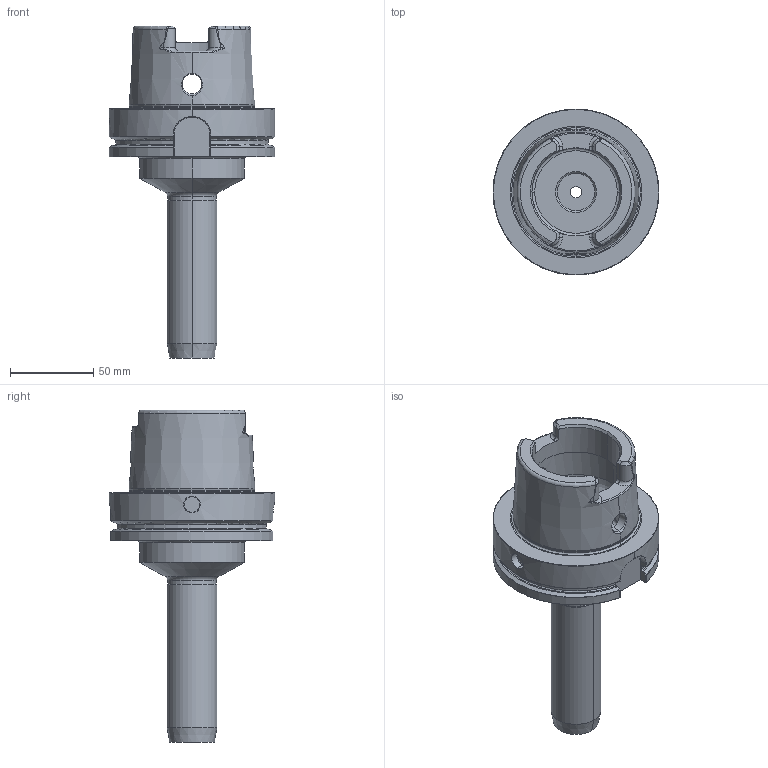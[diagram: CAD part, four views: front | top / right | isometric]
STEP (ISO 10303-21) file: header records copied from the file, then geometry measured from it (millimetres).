
FILE_DESCRIPTION (( 'STEP AP214' ), '1' );
FILE_NAME ('77.A10.010 X=150_step.STEP', '2022-04-12T07:27:38', ( '' ), ( '' ), 'SwSTEP 2.0', 'SolidWorks 2018', '' );
FILE_SCHEMA (( 'AUTOMOTIVE_DESIGN' ));
Length unit declared in the file: millimetre
Products named in the file (1): 77.A10.010 X=150_step
Bounding box: 99.93 x 99.93 x 199.9 mm (x, y, z)
Volume: 372120.1 mm3; surface area: 64557.8 mm2
Topology: 1 solids, 1 shells, 243 faces, 590 edges, 350 vertices
Faces by surface type: cylinder 59, torus 54, plane 54, cone 39, bspline 37
Entity records: 11307 total; most frequent: CARTESIAN_POINT 5650, ORIENTED_EDGE 1176, DIRECTION 1050, EDGE_CURVE 588, AXIS2_PLACEMENT_3D 441, VERTEX_POINT 350, EDGE_LOOP 252, ADVANCED_FACE 243
